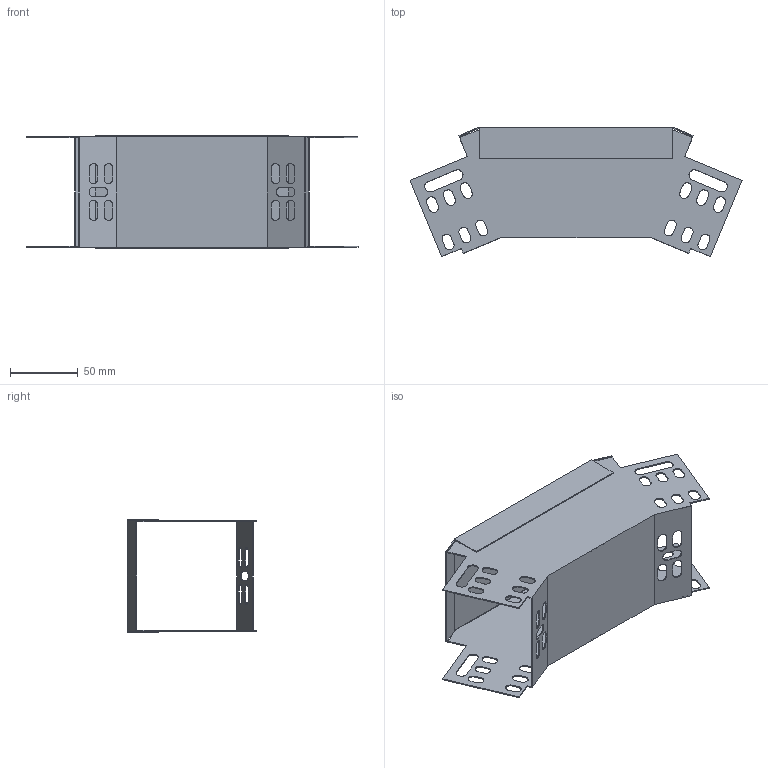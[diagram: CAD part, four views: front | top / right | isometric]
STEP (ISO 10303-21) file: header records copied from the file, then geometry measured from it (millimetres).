
FILE_DESCRIPTION (( 'STEP AP203' ), '1' );
FILE_NAME ('CLP3N-080-080 Ïîâîðîò íà 45 ãð. âåðòèêàëüíûé âíåøíèé 80õ80.STEP', '2016-03-09T11:36:03', ( '' ), ( '' ), 'SwSTEP 2.0', 'SolidWorks 2014', '' );
FILE_SCHEMA (( 'CONFIG_CONTROL_DESIGN' ));
Length unit declared in the file: millimetre
Products named in the file (1): CLP3N-080-080 Ïîâîðîò íà 45 ãð. âåðòèêàëüíûé âíåøíèé 80õ80
Bounding box: 245.68 x 95.78 x 83.2 mm (x, y, z)
Volume: 52472 mm3; surface area: 133664.1 mm2
Topology: 2 solids, 2 shells, 208 faces, 604 edges, 400 vertices
Faces by surface type: plane 132, cylinder 76
Entity records: 7083 total; most frequent: CARTESIAN_POINT 1213, ORIENTED_EDGE 1208, DIRECTION 1174, EDGE_CURVE 604, LINE 452, VECTOR 452, VERTEX_POINT 400, AXIS2_PLACEMENT_3D 361
